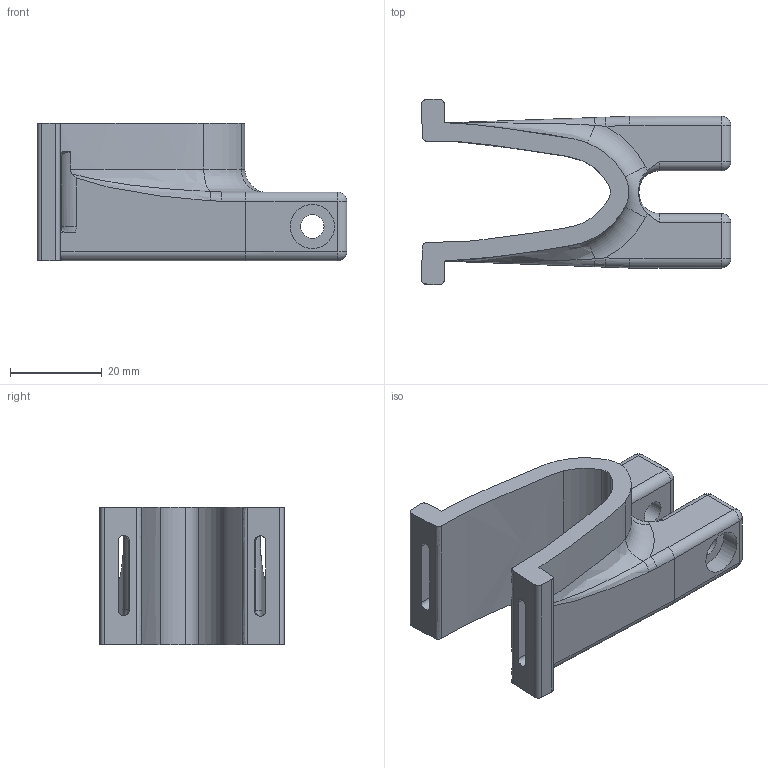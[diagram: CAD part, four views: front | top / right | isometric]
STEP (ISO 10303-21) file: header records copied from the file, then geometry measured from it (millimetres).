
FILE_DESCRIPTION(/* description */ (''),/* implementation_level */ '2;1');
FILE_NAME(/* name */ 'IC Bike SE.step',/* time_stamp */ '2023-12-23T17:14:41-05:00',/* author */ (''),/* organization */ (''),/* preprocessor_version */ 'ST-DEVELOPER v20',/* originating_system */ 'Autodesk Translation Framework v12.14.0.127',/* authorisation */ '');
FILE_SCHEMA (('AUTOMOTIVE_DESIGN { 1 0 10303 214 3 1 1 }'));
Length unit declared in the file: millimetre
Products named in the file (1): IC Bike SE
Bounding box: 67.38 x 40.32 x 30 mm (x, y, z)
Volume: 24554.8 mm3; surface area: 10815.9 mm2
Topology: 1 solids, 1 shells, 101 faces, 265 edges, 166 vertices
Faces by surface type: cylinder 41, plane 31, bspline 14, sphere 8, torus 7
Full cylindrical faces by diameter (mm): 5.1 x2, 9.6 x1
Entity records: 3930 total; most frequent: CARTESIAN_POINT 1484, ORIENTED_EDGE 530, DIRECTION 478, EDGE_CURVE 265, AXIS2_PLACEMENT_3D 180, VERTEX_POINT 166, LINE 118, VECTOR 118
